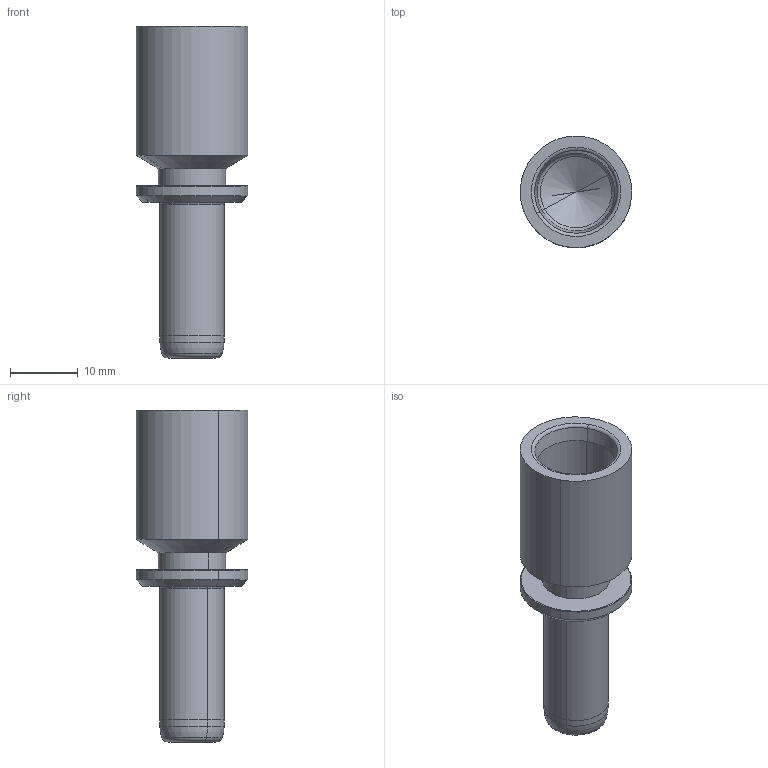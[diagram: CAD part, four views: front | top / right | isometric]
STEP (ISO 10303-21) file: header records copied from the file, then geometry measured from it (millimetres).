
FILE_DESCRIPTION(('CATIA V5 STEP','CAx-IF Rec.Pracs.--- Model Styling and Organization---1.2---2011-12-15'),'2;1');
FILE_NAME ('13285308_2', '2018-07-12T09:38:40+00:00', ('none'), ('Weidmueller'), 'CATIA Version 5-6 Release 2014 SP4 HF52', 'CATIA V5 STEP AP214', 'none');
FILE_SCHEMA(('AUTOMOTIVE_DESIGN { 1 0 10303 214 1 1 1 1 }'));
Length unit declared in the file: millimetre
Products named in the file (1): 2514890000
Bounding box: 16.5 x 16.5 x 49.1 mm (x, y, z)
Volume: 4529.2 mm3; surface area: 3255.4 mm2
Topology: 1 solids, 1 shells, 39 faces, 80 edges, 45 vertices
Faces by surface type: cylinder 14, torus 10, cone 8, plane 5, sphere 2
Entity records: 914 total; most frequent: CARTESIAN_POINT 175, ORIENTED_EDGE 156, DIRECTION 112, EDGE_CURVE 78, AXIS2_PLACEMENT_3D 72, CIRCLE 52, EDGE_LOOP 45, VERTEX_POINT 45
